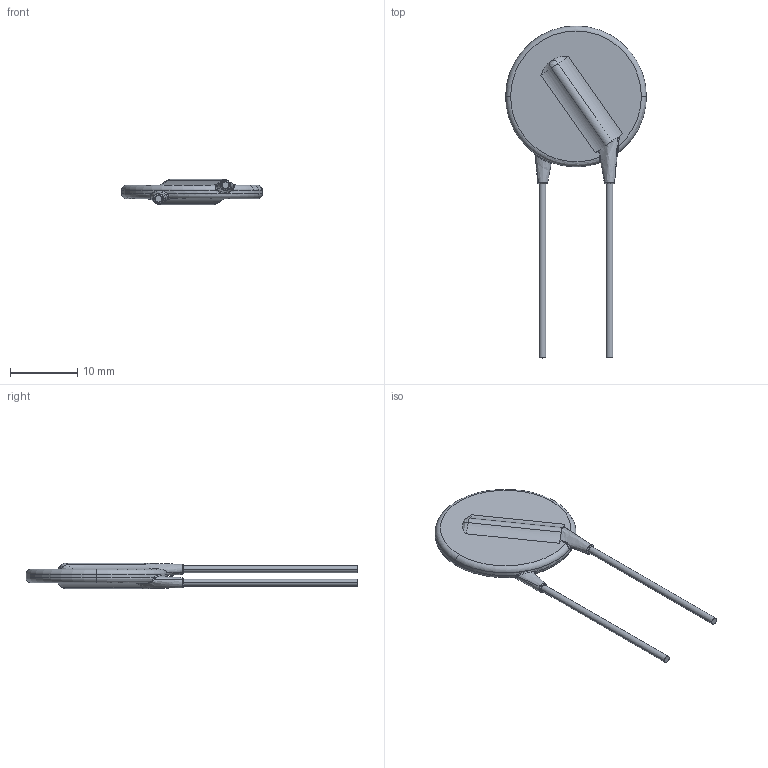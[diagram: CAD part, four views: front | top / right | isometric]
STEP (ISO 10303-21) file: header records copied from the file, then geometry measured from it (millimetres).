
FILE_DESCRIPTION (( 'STEP AP214' ), '1' );
FILE_NAME ('S20K275E2.STEP', '2019-12-10T01:38:56', ( '' ), ( '' ), 'SwSTEP 2.0', 'SolidWorks 2019', '' );
FILE_SCHEMA (( 'AUTOMOTIVE_DESIGN' ));
Length unit declared in the file: millimetre
Products named in the file (1): S20K275E2
Bounding box: 21 x 49.5 x 3.8 mm (x, y, z)
Volume: 796.3 mm3; surface area: 1004.5 mm2
Topology: 1 solids, 1 shells, 60 faces, 156 edges, 98 vertices
Faces by surface type: bspline 32, cylinder 12, plane 10, torus 6
Entity records: 3600 total; most frequent: CARTESIAN_POINT 1666, ORIENTED_EDGE 308, DIRECTION 194, EDGE_CURVE 154, VERTEX_POINT 98, AXIS2_PLACEMENT_3D 88, B_SPLINE_CURVE_WITH_KNOTS 77, UNCERTAINTY_MEASURE_WITH_UNIT 63
